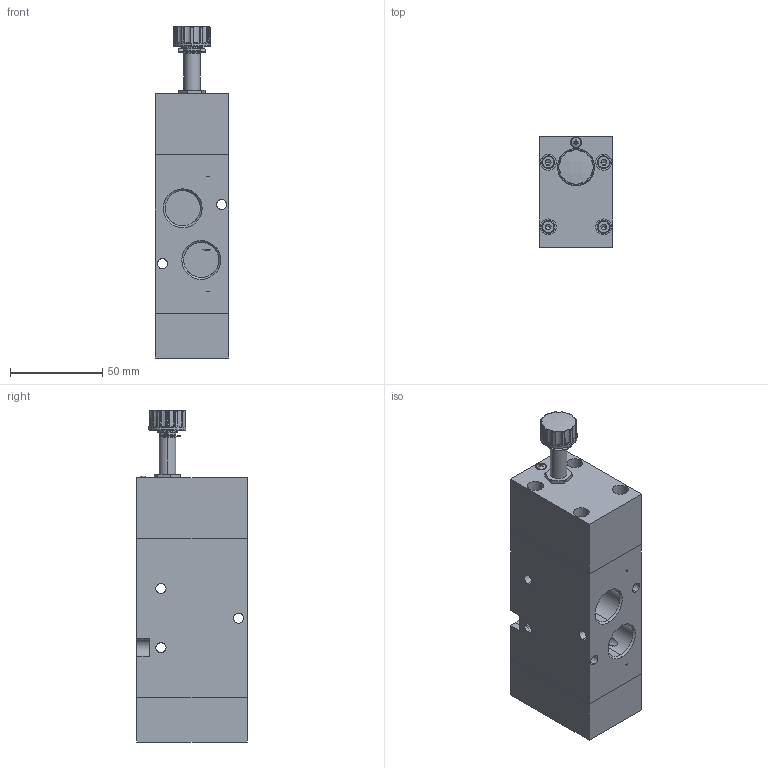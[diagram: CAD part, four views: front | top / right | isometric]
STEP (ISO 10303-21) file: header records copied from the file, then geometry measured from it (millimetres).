
FILE_DESCRIPTION (( 'STEP AP214' ), '1' );
FILE_NAME ('02_003_3.STEP', '2015-12-22T07:53:18', ( '' ), ( '' ), 'SwSTEP 2.0', 'SolidWorks 2016', '' );
FILE_SCHEMA (( 'AUTOMOTIVE_DESIGN' ));
Length unit declared in the file: millimetre
Products named in the file (1): 02_003_3
Bounding box: 40 x 60 x 179.6 mm (x, y, z)
Volume: 322408.5 mm3; surface area: 60530.6 mm2
Topology: 19 solids, 21 shells, 1341 faces, 3268 edges, 1988 vertices
Faces by surface type: cone 531, cylinder 363, plane 349, bspline 98
Entity records: 48238 total; most frequent: CARTESIAN_POINT 13248, DIRECTION 6523, ORIENTED_EDGE 6452, EDGE_CURVE 3226, AXIS2_PLACEMENT_3D 2590, VERTEX_POINT 1988, EDGE_LOOP 1418, CIRCLE 1346
